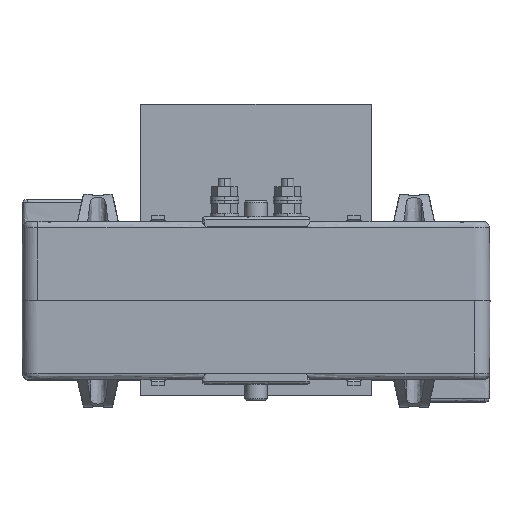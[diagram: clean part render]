
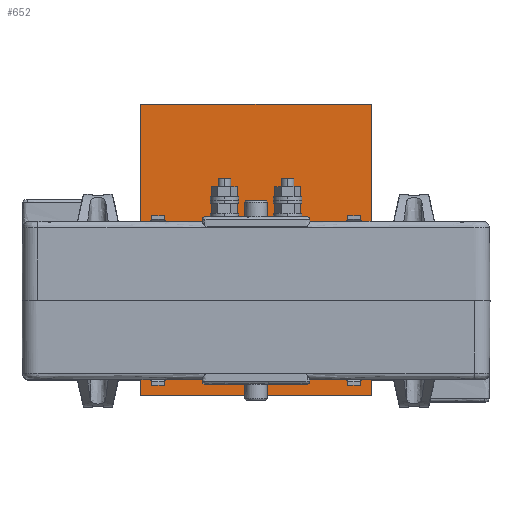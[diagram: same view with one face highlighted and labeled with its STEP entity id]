
A CAD part, top view. The second image highlights one B-rep face of the part: STEP entity #652.
In plain terms, the highlighted planar face has unit normal (0, 0, 1).
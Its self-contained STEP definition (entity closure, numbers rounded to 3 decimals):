
#348=FACE_BOUND('',#3117,.T.);
#349=FACE_BOUND('',#3118,.T.);
#350=FACE_BOUND('',#3119,.T.);
#351=FACE_BOUND('',#3120,.T.);
#652=ADVANCED_FACE('',(#1882,#348,#349,#350,#351),#18886,.T.);
#1882=FACE_OUTER_BOUND('',#3116,.T.);
#3116=EDGE_LOOP('',(#4688,#4689,#4690,#4691));
#3117=EDGE_LOOP('',(#4692,#4693,#4694,#4695));
#3118=EDGE_LOOP('',(#4696,#4697,#4698,#4699));
#3119=EDGE_LOOP('',(#4700,#4701,#4702,#4703));
#3120=EDGE_LOOP('',(#4704,#4705,#4706,#4707));
#4688=ORIENTED_EDGE('',*,*,#10633,.T.);
#4689=ORIENTED_EDGE('',*,*,#10629,.F.);
#4690=ORIENTED_EDGE('',*,*,#10627,.T.);
#4691=ORIENTED_EDGE('',*,*,#10635,.F.);
#4692=ORIENTED_EDGE('',*,*,#10582,.F.);
#4693=ORIENTED_EDGE('',*,*,#10581,.F.);
#4694=ORIENTED_EDGE('',*,*,#10580,.F.);
#4695=ORIENTED_EDGE('',*,*,#10583,.F.);
#4696=ORIENTED_EDGE('',*,*,#10594,.F.);
#4697=ORIENTED_EDGE('',*,*,#10593,.F.);
#4698=ORIENTED_EDGE('',*,*,#10592,.F.);
#4699=ORIENTED_EDGE('',*,*,#10595,.F.);
#4700=ORIENTED_EDGE('',*,*,#10606,.F.);
#4701=ORIENTED_EDGE('',*,*,#10605,.F.);
#4702=ORIENTED_EDGE('',*,*,#10604,.F.);
#4703=ORIENTED_EDGE('',*,*,#10607,.F.);
#4704=ORIENTED_EDGE('',*,*,#10618,.F.);
#4705=ORIENTED_EDGE('',*,*,#10617,.F.);
#4706=ORIENTED_EDGE('',*,*,#10616,.F.);
#4707=ORIENTED_EDGE('',*,*,#10619,.F.);
#10580=EDGE_CURVE('',#16676,#16677,#14119,.T.);
#10581=EDGE_CURVE('',#16677,#16678,#14120,.T.);
#10582=EDGE_CURVE('',#16678,#16679,#14121,.T.);
#10583=EDGE_CURVE('',#16679,#16676,#14122,.T.);
#10592=EDGE_CURVE('',#16684,#16685,#14131,.T.);
#10593=EDGE_CURVE('',#16685,#16686,#14132,.T.);
#10594=EDGE_CURVE('',#16686,#16687,#14133,.T.);
#10595=EDGE_CURVE('',#16687,#16684,#14134,.T.);
#10604=EDGE_CURVE('',#16692,#16693,#14143,.T.);
#10605=EDGE_CURVE('',#16693,#16694,#14144,.T.);
#10606=EDGE_CURVE('',#16694,#16695,#14145,.T.);
#10607=EDGE_CURVE('',#16695,#16692,#14146,.T.);
#10616=EDGE_CURVE('',#16700,#16701,#14155,.T.);
#10617=EDGE_CURVE('',#16701,#16702,#14156,.T.);
#10618=EDGE_CURVE('',#16702,#16703,#14157,.T.);
#10619=EDGE_CURVE('',#16703,#16700,#14158,.T.);
#10627=EDGE_CURVE('',#16705,#16706,#14166,.T.);
#10629=EDGE_CURVE('',#16705,#16708,#14168,.T.);
#10633=EDGE_CURVE('',#16711,#16708,#14172,.T.);
#10635=EDGE_CURVE('',#16711,#16706,#14174,.T.);
#14119=B_SPLINE_CURVE_WITH_KNOTS('',3,(#21857,#21858,#21859,#21860),
 .UNSPECIFIED.,.F.,.F.,(4,4),(-5.,0.),.UNSPECIFIED.);
#14120=B_SPLINE_CURVE_WITH_KNOTS('',3,(#21861,#21862,#21863,#21864),
 .UNSPECIFIED.,.F.,.F.,(4,4),(-1.5,0.),.UNSPECIFIED.);
#14121=B_SPLINE_CURVE_WITH_KNOTS('',3,(#21865,#21866,#21867,#21868),
 .UNSPECIFIED.,.F.,.F.,(4,4),(-5.,0.),.UNSPECIFIED.);
#14122=B_SPLINE_CURVE_WITH_KNOTS('',3,(#21869,#21870,#21871,#21872),
 .UNSPECIFIED.,.F.,.F.,(4,4),(-1.5,0.),.UNSPECIFIED.);
#14131=B_SPLINE_CURVE_WITH_KNOTS('',3,(#21897,#21898,#21899,#21900),
 .UNSPECIFIED.,.F.,.F.,(4,4),(-5.,0.),.UNSPECIFIED.);
#14132=B_SPLINE_CURVE_WITH_KNOTS('',3,(#21901,#21902,#21903,#21904),
 .UNSPECIFIED.,.F.,.F.,(4,4),(-1.5,0.),.UNSPECIFIED.);
#14133=B_SPLINE_CURVE_WITH_KNOTS('',3,(#21905,#21906,#21907,#21908),
 .UNSPECIFIED.,.F.,.F.,(4,4),(-5.,0.),.UNSPECIFIED.);
#14134=B_SPLINE_CURVE_WITH_KNOTS('',3,(#21909,#21910,#21911,#21912),
 .UNSPECIFIED.,.F.,.F.,(4,4),(-1.5,0.),.UNSPECIFIED.);
#14143=B_SPLINE_CURVE_WITH_KNOTS('',3,(#21937,#21938,#21939,#21940),
 .UNSPECIFIED.,.F.,.F.,(4,4),(-5.,0.),.UNSPECIFIED.);
#14144=B_SPLINE_CURVE_WITH_KNOTS('',3,(#21941,#21942,#21943,#21944),
 .UNSPECIFIED.,.F.,.F.,(4,4),(-1.5,0.),.UNSPECIFIED.);
#14145=B_SPLINE_CURVE_WITH_KNOTS('',3,(#21945,#21946,#21947,#21948),
 .UNSPECIFIED.,.F.,.F.,(4,4),(-5.,0.),.UNSPECIFIED.);
#14146=B_SPLINE_CURVE_WITH_KNOTS('',3,(#21949,#21950,#21951,#21952),
 .UNSPECIFIED.,.F.,.F.,(4,4),(-1.5,0.),.UNSPECIFIED.);
#14155=B_SPLINE_CURVE_WITH_KNOTS('',3,(#21977,#21978,#21979,#21980),
 .UNSPECIFIED.,.F.,.F.,(4,4),(-5.,0.),.UNSPECIFIED.);
#14156=B_SPLINE_CURVE_WITH_KNOTS('',3,(#21981,#21982,#21983,#21984),
 .UNSPECIFIED.,.F.,.F.,(4,4),(-1.5,0.),.UNSPECIFIED.);
#14157=B_SPLINE_CURVE_WITH_KNOTS('',3,(#21985,#21986,#21987,#21988),
 .UNSPECIFIED.,.F.,.F.,(4,4),(-5.,0.),.UNSPECIFIED.);
#14158=B_SPLINE_CURVE_WITH_KNOTS('',3,(#21989,#21990,#21991,#21992),
 .UNSPECIFIED.,.F.,.F.,(4,4),(-1.5,0.),.UNSPECIFIED.);
#14166=B_SPLINE_CURVE_WITH_KNOTS('',3,(#22013,#22014,#22015,#22016),
 .UNSPECIFIED.,.F.,.F.,(4,4),(-73.,0.),.UNSPECIFIED.);
#14168=B_SPLINE_CURVE_WITH_KNOTS('',1,(#22019,#22020),.UNSPECIFIED.,.F.,
 .F.,(2,2),(7.,99.),.UNSPECIFIED.);
#14172=B_SPLINE_CURVE_WITH_KNOTS('',3,(#22033,#22034,#22035,#22036),
 .UNSPECIFIED.,.F.,.F.,(4,4),(0.,73.),.UNSPECIFIED.);
#14174=B_SPLINE_CURVE_WITH_KNOTS('',1,(#22039,#22040),.UNSPECIFIED.,.F.,
 .F.,(2,2),(7.,99.),.UNSPECIFIED.);
#16676=VERTEX_POINT('',#21805);
#16677=VERTEX_POINT('',#21806);
#16678=VERTEX_POINT('',#21807);
#16679=VERTEX_POINT('',#21808);
#16684=VERTEX_POINT('',#21813);
#16685=VERTEX_POINT('',#21814);
#16686=VERTEX_POINT('',#21815);
#16687=VERTEX_POINT('',#21816);
#16692=VERTEX_POINT('',#21821);
#16693=VERTEX_POINT('',#21822);
#16694=VERTEX_POINT('',#21823);
#16695=VERTEX_POINT('',#21824);
#16700=VERTEX_POINT('',#21829);
#16701=VERTEX_POINT('',#21830);
#16702=VERTEX_POINT('',#21831);
#16703=VERTEX_POINT('',#21832);
#16705=VERTEX_POINT('',#21834);
#16706=VERTEX_POINT('',#21835);
#16708=VERTEX_POINT('',#21837);
#16711=VERTEX_POINT('',#21840);
#18886=PLANE('',#19542);
#19542=AXIS2_PLACEMENT_3D('',#21799,#20183,$);
#20183=DIRECTION('',(0.,0.,1.));
#21799=CARTESIAN_POINT('',(37.5,-37.,120.));
#21805=CARTESIAN_POINT('',(102.5,-25.25,120.));
#21806=CARTESIAN_POINT('',(107.5,-25.25,120.));
#21807=CARTESIAN_POINT('',(107.5,-23.75,120.));
#21808=CARTESIAN_POINT('',(102.5,-23.75,120.));
#21813=CARTESIAN_POINT('',(102.5,23.75,120.));
#21814=CARTESIAN_POINT('',(107.5,23.75,120.));
#21815=CARTESIAN_POINT('',(107.5,25.25,120.));
#21816=CARTESIAN_POINT('',(102.5,25.25,120.));
#21821=CARTESIAN_POINT('',(40.5,23.75,120.));
#21822=CARTESIAN_POINT('',(45.5,23.75,120.));
#21823=CARTESIAN_POINT('',(45.5,25.25,120.));
#21824=CARTESIAN_POINT('',(40.5,25.25,120.));
#21829=CARTESIAN_POINT('',(40.5,-25.25,120.));
#21830=CARTESIAN_POINT('',(45.5,-25.25,120.));
#21831=CARTESIAN_POINT('',(45.5,-23.75,120.));
#21832=CARTESIAN_POINT('',(40.5,-23.75,120.));
#21834=CARTESIAN_POINT('',(37.5,-30.,120.));
#21835=CARTESIAN_POINT('',(110.5,-30.,120.));
#21837=CARTESIAN_POINT('',(37.5,62.,120.));
#21840=CARTESIAN_POINT('',(110.5,62.,120.));
#21857=CARTESIAN_POINT('',(102.5,-25.25,120.));
#21858=CARTESIAN_POINT('',(104.167,-25.25,120.));
#21859=CARTESIAN_POINT('',(105.833,-25.25,120.));
#21860=CARTESIAN_POINT('',(107.5,-25.25,120.));
#21861=CARTESIAN_POINT('',(107.5,-25.25,120.));
#21862=CARTESIAN_POINT('',(107.5,-24.75,120.));
#21863=CARTESIAN_POINT('',(107.5,-24.25,120.));
#21864=CARTESIAN_POINT('',(107.5,-23.75,120.));
#21865=CARTESIAN_POINT('',(107.5,-23.75,120.));
#21866=CARTESIAN_POINT('',(105.833,-23.75,120.));
#21867=CARTESIAN_POINT('',(104.167,-23.75,120.));
#21868=CARTESIAN_POINT('',(102.5,-23.75,120.));
#21869=CARTESIAN_POINT('',(102.5,-23.75,120.));
#21870=CARTESIAN_POINT('',(102.5,-24.25,120.));
#21871=CARTESIAN_POINT('',(102.5,-24.75,120.));
#21872=CARTESIAN_POINT('',(102.5,-25.25,120.));
#21897=CARTESIAN_POINT('',(102.5,23.75,120.));
#21898=CARTESIAN_POINT('',(104.167,23.75,120.));
#21899=CARTESIAN_POINT('',(105.833,23.75,120.));
#21900=CARTESIAN_POINT('',(107.5,23.75,120.));
#21901=CARTESIAN_POINT('',(107.5,23.75,120.));
#21902=CARTESIAN_POINT('',(107.5,24.25,120.));
#21903=CARTESIAN_POINT('',(107.5,24.75,120.));
#21904=CARTESIAN_POINT('',(107.5,25.25,120.));
#21905=CARTESIAN_POINT('',(107.5,25.25,120.));
#21906=CARTESIAN_POINT('',(105.833,25.25,120.));
#21907=CARTESIAN_POINT('',(104.167,25.25,120.));
#21908=CARTESIAN_POINT('',(102.5,25.25,120.));
#21909=CARTESIAN_POINT('',(102.5,25.25,120.));
#21910=CARTESIAN_POINT('',(102.5,24.75,120.));
#21911=CARTESIAN_POINT('',(102.5,24.25,120.));
#21912=CARTESIAN_POINT('',(102.5,23.75,120.));
#21937=CARTESIAN_POINT('',(40.5,23.75,120.));
#21938=CARTESIAN_POINT('',(42.167,23.75,120.));
#21939=CARTESIAN_POINT('',(43.833,23.75,120.));
#21940=CARTESIAN_POINT('',(45.5,23.75,120.));
#21941=CARTESIAN_POINT('',(45.5,23.75,120.));
#21942=CARTESIAN_POINT('',(45.5,24.25,120.));
#21943=CARTESIAN_POINT('',(45.5,24.75,120.));
#21944=CARTESIAN_POINT('',(45.5,25.25,120.));
#21945=CARTESIAN_POINT('',(45.5,25.25,120.));
#21946=CARTESIAN_POINT('',(43.833,25.25,120.));
#21947=CARTESIAN_POINT('',(42.167,25.25,120.));
#21948=CARTESIAN_POINT('',(40.5,25.25,120.));
#21949=CARTESIAN_POINT('',(40.5,25.25,120.));
#21950=CARTESIAN_POINT('',(40.5,24.75,120.));
#21951=CARTESIAN_POINT('',(40.5,24.25,120.));
#21952=CARTESIAN_POINT('',(40.5,23.75,120.));
#21977=CARTESIAN_POINT('',(40.5,-25.25,120.));
#21978=CARTESIAN_POINT('',(42.167,-25.25,120.));
#21979=CARTESIAN_POINT('',(43.833,-25.25,120.));
#21980=CARTESIAN_POINT('',(45.5,-25.25,120.));
#21981=CARTESIAN_POINT('',(45.5,-25.25,120.));
#21982=CARTESIAN_POINT('',(45.5,-24.75,120.));
#21983=CARTESIAN_POINT('',(45.5,-24.25,120.));
#21984=CARTESIAN_POINT('',(45.5,-23.75,120.));
#21985=CARTESIAN_POINT('',(45.5,-23.75,120.));
#21986=CARTESIAN_POINT('',(43.833,-23.75,120.));
#21987=CARTESIAN_POINT('',(42.167,-23.75,120.));
#21988=CARTESIAN_POINT('',(40.5,-23.75,120.));
#21989=CARTESIAN_POINT('',(40.5,-23.75,120.));
#21990=CARTESIAN_POINT('',(40.5,-24.25,120.));
#21991=CARTESIAN_POINT('',(40.5,-24.75,120.));
#21992=CARTESIAN_POINT('',(40.5,-25.25,120.));
#22013=CARTESIAN_POINT('',(37.5,-30.,120.));
#22014=CARTESIAN_POINT('',(61.833,-30.,120.));
#22015=CARTESIAN_POINT('',(86.167,-30.,120.));
#22016=CARTESIAN_POINT('',(110.5,-30.,120.));
#22019=CARTESIAN_POINT('',(37.5,-30.,120.));
#22020=CARTESIAN_POINT('',(37.5,62.,120.));
#22033=CARTESIAN_POINT('',(110.5,62.,120.));
#22034=CARTESIAN_POINT('',(86.167,62.,120.));
#22035=CARTESIAN_POINT('',(61.833,62.,120.));
#22036=CARTESIAN_POINT('',(37.5,62.,120.));
#22039=CARTESIAN_POINT('',(110.5,62.,120.));
#22040=CARTESIAN_POINT('',(110.5,-30.,120.));
